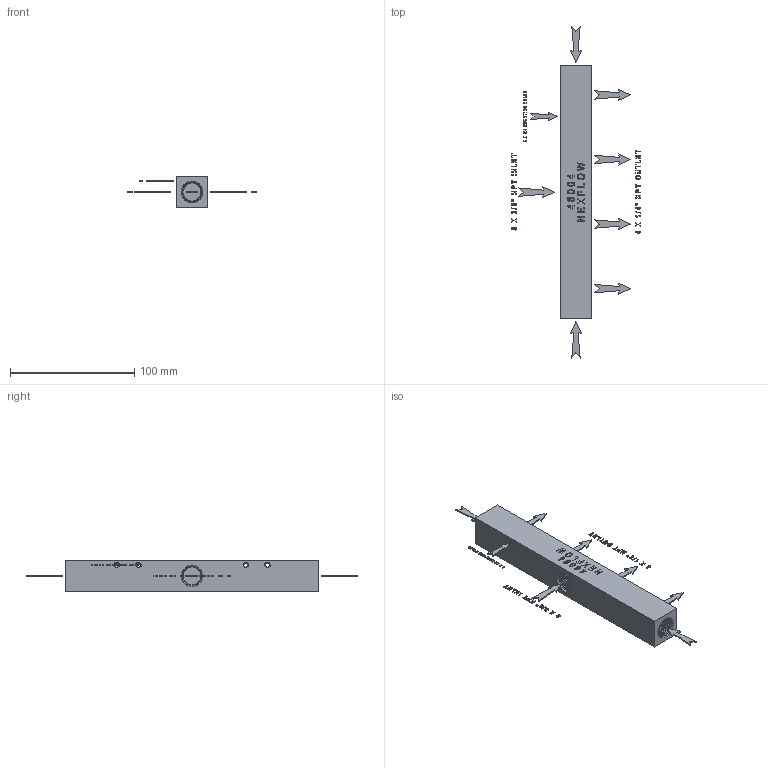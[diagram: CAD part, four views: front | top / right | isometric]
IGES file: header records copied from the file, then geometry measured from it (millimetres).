
Start section: START RECORD GO HERE.
Global section: file name: 25.4 mm sq 4 holes manifold.igs; native system: DASSAULT SYSTEMES CATIA V5 R20 - www.3ds.com; preprocessor: CATIA Version 5 Release 20 ; author: DRAFTMAN; organization: KJNDESGN; date: 20150302.174222; units: millimetre
Bounding box: 104.14 x 267.37 x 25.4 mm (x, y, z)
Volume: 117386.3 mm3; surface area: 34419.1 mm2
Topology: 57 solids, 57 shells, 2369 faces, 6093 edges, 3874 vertices
Faces by surface type: bspline 932, plane 681, revolution 392, extrusion 364
